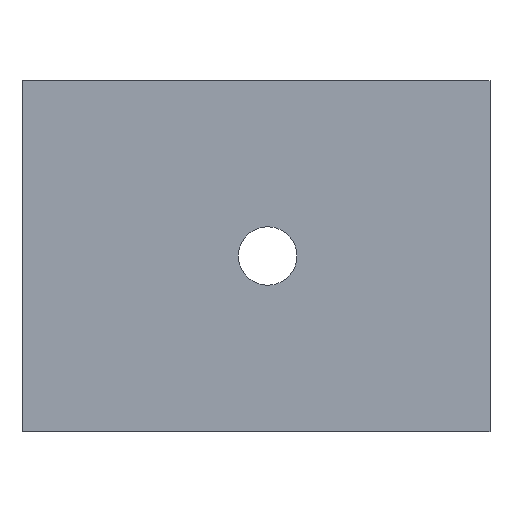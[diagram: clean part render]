
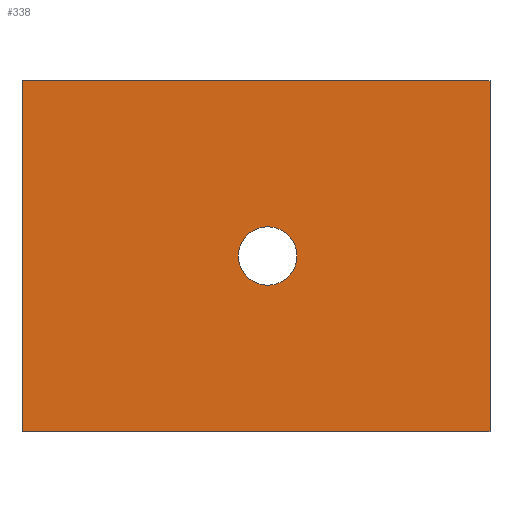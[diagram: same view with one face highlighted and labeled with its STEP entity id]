
A CAD part, front view. The second image highlights one B-rep face of the part: STEP entity #338.
In plain terms, the highlighted planar face has unit normal (0, -1, 0).
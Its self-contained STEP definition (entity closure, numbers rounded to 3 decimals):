
#3 = EDGE_CURVE ( 'NONE', #387, #102, #432, .T. ) ;
#5 = AXIS2_PLACEMENT_3D ( 'NONE', #327, #257, #477 ) ;
#29 = EDGE_CURVE ( 'NONE', #427, #185, #47, .T. ) ;
#47 = LINE ( 'NONE', #299, #209 ) ;
#70 = CARTESIAN_POINT ( 'NONE',  ( 30., -35., 30. ) ) ;
#71 = LINE ( 'NONE', #116, #382 ) ;
#75 = DIRECTION ( 'NONE',  ( 0., 0., 1. ) ) ;
#77 = ORIENTED_EDGE ( 'NONE', *, *, #333, .T. ) ;
#83 = AXIS2_PLACEMENT_3D ( 'NONE', #404, #296, #75 ) ;
#102 = VERTEX_POINT ( 'NONE', #228 ) ;
#109 = LINE ( 'NONE', #70, #456 ) ;
#111 = EDGE_LOOP ( 'NONE', ( #407, #261, #370, #414 ) ) ;
#116 = CARTESIAN_POINT ( 'NONE',  ( -10., -35., 30. ) ) ;
#141 = CARTESIAN_POINT ( 'NONE',  ( -10., -35., 30. ) ) ;
#150 = AXIS2_PLACEMENT_3D ( 'NONE', #386, #157, #233 ) ;
#157 = DIRECTION ( 'NONE',  ( 0., 1., 0. ) ) ;
#158 = CARTESIAN_POINT ( 'NONE',  ( -10., -35., 0. ) ) ;
#168 = VECTOR ( 'NONE', #440, 1000. ) ;
#185 = VERTEX_POINT ( 'NONE', #315 ) ;
#202 = DIRECTION ( 'NONE',  ( 1., 0., 0. ) ) ;
#209 = VECTOR ( 'NONE', #202, 1000. ) ;
#226 = CIRCLE ( 'NONE', #5, 2.5 ) ;
#228 = CARTESIAN_POINT ( 'NONE',  ( 11., -35., 12.5 ) ) ;
#231 = VERTEX_POINT ( 'NONE', #438 ) ;
#233 = DIRECTION ( 'NONE',  ( 0., 0., 1. ) ) ;
#235 = ORIENTED_EDGE ( 'NONE', *, *, #3, .T. ) ;
#244 = EDGE_CURVE ( 'NONE', #446, #427, #278, .T. ) ;
#250 = DIRECTION ( 'NONE',  ( 1., 0., 0. ) ) ;
#257 = DIRECTION ( 'NONE',  ( 0., 1., 0. ) ) ;
#261 = ORIENTED_EDGE ( 'NONE', *, *, #390, .F. ) ;
#278 = LINE ( 'NONE', #141, #168 ) ;
#291 = CARTESIAN_POINT ( 'NONE',  ( 11., -35., 17.5 ) ) ;
#296 = DIRECTION ( 'NONE',  ( 0., 1., 0. ) ) ;
#299 = CARTESIAN_POINT ( 'NONE',  ( -10., -35., 0. ) ) ;
#315 = CARTESIAN_POINT ( 'NONE',  ( 30., -35., 0. ) ) ;
#318 = EDGE_CURVE ( 'NONE', #446, #231, #71, .T. ) ;
#327 = CARTESIAN_POINT ( 'NONE',  ( 11., -35., 15. ) ) ;
#333 = EDGE_CURVE ( 'NONE', #102, #387, #226, .T. ) ;
#338 = ADVANCED_FACE ( 'NONE', ( #486, #411 ), #483, .F. ) ;
#370 = ORIENTED_EDGE ( 'NONE', *, *, #318, .F. ) ;
#382 = VECTOR ( 'NONE', #250, 1000. ) ;
#386 = CARTESIAN_POINT ( 'NONE',  ( 11., -35., 15. ) ) ;
#387 = VERTEX_POINT ( 'NONE', #291 ) ;
#390 = EDGE_CURVE ( 'NONE', #231, #185, #109, .T. ) ;
#404 = CARTESIAN_POINT ( 'NONE',  ( -10., -35., 30. ) ) ;
#407 = ORIENTED_EDGE ( 'NONE', *, *, #29, .T. ) ;
#411 = FACE_OUTER_BOUND ( 'NONE', #111, .T. ) ;
#414 = ORIENTED_EDGE ( 'NONE', *, *, #244, .T. ) ;
#418 = CARTESIAN_POINT ( 'NONE',  ( -10., -35., 30. ) ) ;
#427 = VERTEX_POINT ( 'NONE', #158 ) ;
#432 = CIRCLE ( 'NONE', #150, 2.5 ) ;
#438 = CARTESIAN_POINT ( 'NONE',  ( 30., -35., 30. ) ) ;
#440 = DIRECTION ( 'NONE',  ( 0., 0., -1. ) ) ;
#445 = DIRECTION ( 'NONE',  ( 0., 0., -1. ) ) ;
#446 = VERTEX_POINT ( 'NONE', #418 ) ;
#456 = VECTOR ( 'NONE', #445, 1000. ) ;
#462 = EDGE_LOOP ( 'NONE', ( #235, #77 ) ) ;
#477 = DIRECTION ( 'NONE',  ( 0., 0., 1. ) ) ;
#483 = PLANE ( 'NONE',  #83 ) ;
#486 = FACE_BOUND ( 'NONE', #462, .T. ) ;
